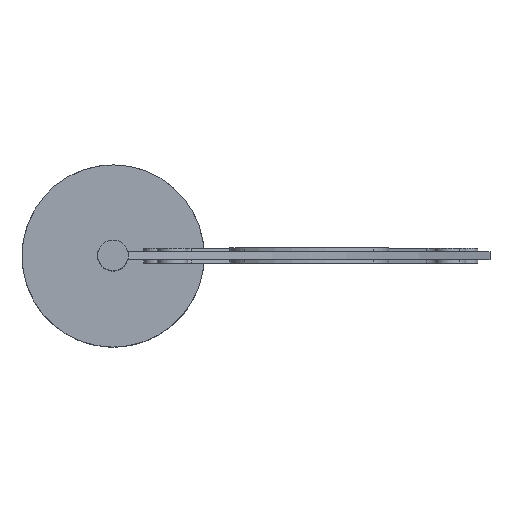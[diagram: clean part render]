
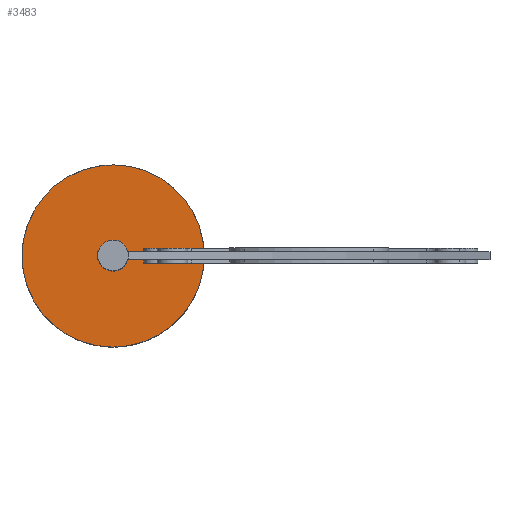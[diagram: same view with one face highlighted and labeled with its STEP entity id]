
A CAD part, top view. The second image highlights one B-rep face of the part: STEP entity #3483.
In plain terms, the highlighted planar face has unit normal (0, 0, 1).
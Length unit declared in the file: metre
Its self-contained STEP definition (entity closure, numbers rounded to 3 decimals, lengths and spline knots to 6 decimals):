
#50=PLANE('',#3849);
#270=LINE('',#5757,#583);
#295=LINE('',#5846,#608);
#296=LINE('',#5849,#609);
#297=LINE('',#5852,#610);
#298=LINE('',#5854,#611);
#299=LINE('',#5856,#612);
#583=VECTOR('',#4635,1.);
#608=VECTOR('',#4706,1.);
#609=VECTOR('',#4707,1.);
#610=VECTOR('',#4710,1.);
#611=VECTOR('',#4711,1.);
#612=VECTOR('',#4712,1.);
#1262=ORIENTED_EDGE('',*,*,#2133,.F.);
#1263=ORIENTED_EDGE('',*,*,#2134,.F.);
#1264=ORIENTED_EDGE('',*,*,#2086,.T.);
#1265=ORIENTED_EDGE('',*,*,#2135,.F.);
#1266=ORIENTED_EDGE('',*,*,#2136,.T.);
#1267=ORIENTED_EDGE('',*,*,#2137,.T.);
#1268=ORIENTED_EDGE('',*,*,#2138,.F.);
#1269=ORIENTED_EDGE('',*,*,#2139,.F.);
#1270=ORIENTED_EDGE('',*,*,#2140,.F.);
#2086=EDGE_CURVE('',#2530,#2528,#270,.T.);
#2133=EDGE_CURVE('',#2571,#2572,#295,.T.);
#2134=EDGE_CURVE('',#2530,#2571,#296,.T.);
#2135=EDGE_CURVE('',#2573,#2528,#2815,.T.);
#2136=EDGE_CURVE('',#2573,#2574,#297,.T.);
#2137=EDGE_CURVE('',#2574,#2575,#298,.T.);
#2138=EDGE_CURVE('',#2576,#2575,#299,.T.);
#2139=EDGE_CURVE('',#2572,#2576,#2816,.T.);
#2140=EDGE_CURVE('',#2577,#2577,#2817,.T.);
#2528=VERTEX_POINT('',#5755);
#2530=VERTEX_POINT('',#5758);
#2571=VERTEX_POINT('',#5847);
#2572=VERTEX_POINT('',#5848);
#2573=VERTEX_POINT('',#5851);
#2574=VERTEX_POINT('',#5853);
#2575=VERTEX_POINT('',#5855);
#2576=VERTEX_POINT('',#5857);
#2577=VERTEX_POINT('',#5860);
#2815=CIRCLE('',#3850,0.002);
#2816=CIRCLE('',#3851,0.002);
#2817=CIRCLE('',#3852,0.012);
#2970=EDGE_LOOP('',(#1262,#1263,#1264,#1265,#1266,#1267,#1268,#1269));
#2971=EDGE_LOOP('',(#1270));
#3179=FACE_BOUND('',#2970,.T.);
#3180=FACE_BOUND('',#2971,.T.);
#3483=ADVANCED_FACE('',(#3179,#3180),#50,.T.);
#3849=AXIS2_PLACEMENT_3D('',#5845,#4704,#4705);
#3850=AXIS2_PLACEMENT_3D('',#5850,#4708,#4709);
#3851=AXIS2_PLACEMENT_3D('',#5858,#4713,#4714);
#3852=AXIS2_PLACEMENT_3D('',#5859,#4715,#4716);
#4635=DIRECTION('',(-1.,0.,0.));
#4704=DIRECTION('',(0.,0.,1.));
#4705=DIRECTION('',(1.,0.,0.));
#4706=DIRECTION('',(-1.,0.,0.));
#4707=DIRECTION('',(0.,1.,0.));
#4708=DIRECTION('',(0.,0.,1.));
#4709=DIRECTION('',(1.,0.,0.));
#4710=DIRECTION('',(-1.,0.,0.));
#4711=DIRECTION('',(0.,1.,0.));
#4712=DIRECTION('',(-1.,0.,0.));
#4713=DIRECTION('',(0.,0.,1.));
#4714=DIRECTION('',(1.,0.,0.));
#4715=DIRECTION('',(0.,0.,-1.));
#4716=DIRECTION('',(1.,0.,0.));
#5755=CARTESIAN_POINT('',(-0.048064,-0.0005,0.271262));
#5757=CARTESIAN_POINT('',(-0.05,-0.0005,0.271262));
#5758=CARTESIAN_POINT('',(-0.048,-0.0005,0.271262));
#5845=CARTESIAN_POINT('',(-0.05,0.,0.271262));
#5846=CARTESIAN_POINT('',(-0.05,0.0005,0.271262));
#5847=CARTESIAN_POINT('',(-0.048,0.0005,0.271262));
#5848=CARTESIAN_POINT('',(-0.048064,0.0005,0.271262));
#5849=CARTESIAN_POINT('',(-0.048,-0.0005,0.271262));
#5850=CARTESIAN_POINT('',(-0.05,0.,0.271262));
#5851=CARTESIAN_POINT('',(-0.051936,-0.0005,0.271262));
#5852=CARTESIAN_POINT('',(-0.05,-0.0005,0.271262));
#5853=CARTESIAN_POINT('',(-0.052,-0.0005,0.271262));
#5854=CARTESIAN_POINT('',(-0.052,-0.0005,0.271262));
#5855=CARTESIAN_POINT('',(-0.052,0.0005,0.271262));
#5856=CARTESIAN_POINT('',(-0.05,0.0005,0.271262));
#5857=CARTESIAN_POINT('',(-0.051936,0.0005,0.271262));
#5858=CARTESIAN_POINT('',(-0.05,0.,0.271262));
#5859=CARTESIAN_POINT('',(-0.05,0.,0.271262));
#5860=CARTESIAN_POINT('',(-0.038,0.,0.271262));
